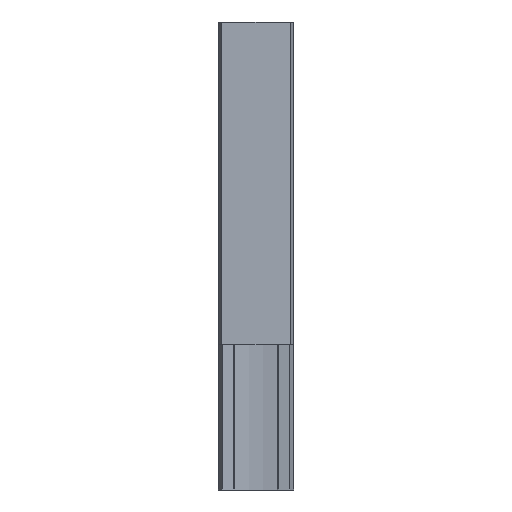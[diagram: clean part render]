
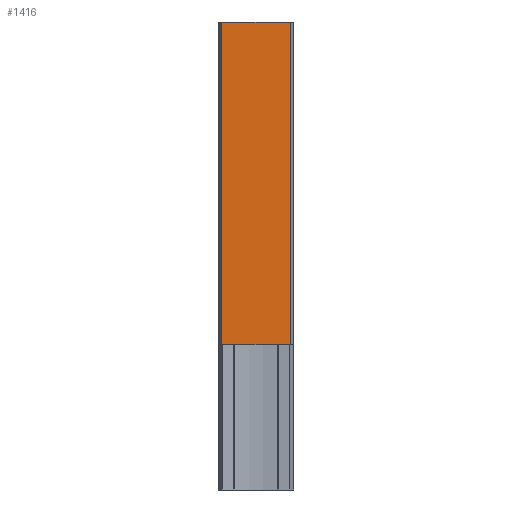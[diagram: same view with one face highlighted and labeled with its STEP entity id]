
A CAD part, front view. The second image highlights one B-rep face of the part: STEP entity #1416.
In plain terms, the highlighted face is planar.
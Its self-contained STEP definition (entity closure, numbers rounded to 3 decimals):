
#95 = DIRECTION ( 'NONE',  ( 0., 0., 1. ) ) ;
#106 = PLANE ( 'NONE',  #819 ) ;
#212 = CARTESIAN_POINT ( 'NONE',  ( 16.042, -75.487, 0. ) ) ;
#260 = CARTESIAN_POINT ( 'NONE',  ( 16.042, -75.487, -150. ) ) ;
#467 = ORIENTED_EDGE ( 'NONE', *, *, #867, .F. ) ;
#510 = CARTESIAN_POINT ( 'NONE',  ( -15.958, -75.487, 0. ) ) ;
#560 = CARTESIAN_POINT ( 'NONE',  ( -15.958, -75.487, -150. ) ) ;
#563 = VERTEX_POINT ( 'NONE', #1217 ) ;
#600 = VECTOR ( 'NONE', #1116, 1000. ) ;
#633 = CARTESIAN_POINT ( 'NONE',  ( 16.042, -75.487, -150. ) ) ;
#649 = FACE_OUTER_BOUND ( 'NONE', #1502, .T. ) ;
#741 = VERTEX_POINT ( 'NONE', #560 ) ;
#767 = ORIENTED_EDGE ( 'NONE', *, *, #1760, .F. ) ;
#813 = ORIENTED_EDGE ( 'NONE', *, *, #1337, .T. ) ;
#819 = AXIS2_PLACEMENT_3D ( 'NONE', #260, #1142, #1495 ) ;
#830 = LINE ( 'NONE', #1857, #1963 ) ;
#867 = EDGE_CURVE ( 'NONE', #2286, #563, #2043, .T. ) ;
#952 = VECTOR ( 'NONE', #1279, 1000. ) ;
#988 = CARTESIAN_POINT ( 'NONE',  ( 16.042, -75.487, -150. ) ) ;
#1011 = DIRECTION ( 'NONE',  ( 0., 0., 1. ) ) ;
#1057 = VERTEX_POINT ( 'NONE', #510 ) ;
#1116 = DIRECTION ( 'NONE',  ( -1., 0., 0. ) ) ;
#1133 = CARTESIAN_POINT ( 'NONE',  ( 16.042, -75.487, -150. ) ) ;
#1142 = DIRECTION ( 'NONE',  ( 0., 1., 0. ) ) ;
#1147 = VECTOR ( 'NONE', #1011, 1000. ) ;
#1217 = CARTESIAN_POINT ( 'NONE',  ( 16.042, -75.487, 0. ) ) ;
#1279 = DIRECTION ( 'NONE',  ( -1., 0., 0. ) ) ;
#1337 = EDGE_CURVE ( 'NONE', #741, #1057, #830, .T. ) ;
#1416 = ADVANCED_FACE ( 'NONE', ( #649 ), #106, .T. ) ;
#1495 = DIRECTION ( 'NONE',  ( 0., 0., 1. ) ) ;
#1502 = EDGE_LOOP ( 'NONE', ( #767, #467, #2166, #813 ) ) ;
#1760 = EDGE_CURVE ( 'NONE', #563, #1057, #2259, .T. ) ;
#1857 = CARTESIAN_POINT ( 'NONE',  ( -15.958, -75.487, -150. ) ) ;
#1963 = VECTOR ( 'NONE', #95, 1000. ) ;
#2043 = LINE ( 'NONE', #988, #1147 ) ;
#2147 = EDGE_CURVE ( 'NONE', #2286, #741, #2167, .T. ) ;
#2166 = ORIENTED_EDGE ( 'NONE', *, *, #2147, .T. ) ;
#2167 = LINE ( 'NONE', #1133, #600 ) ;
#2259 = LINE ( 'NONE', #212, #952 ) ;
#2286 = VERTEX_POINT ( 'NONE', #633 ) ;
